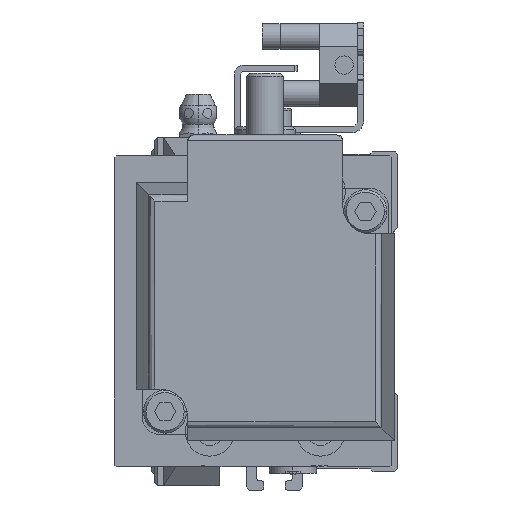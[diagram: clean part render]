
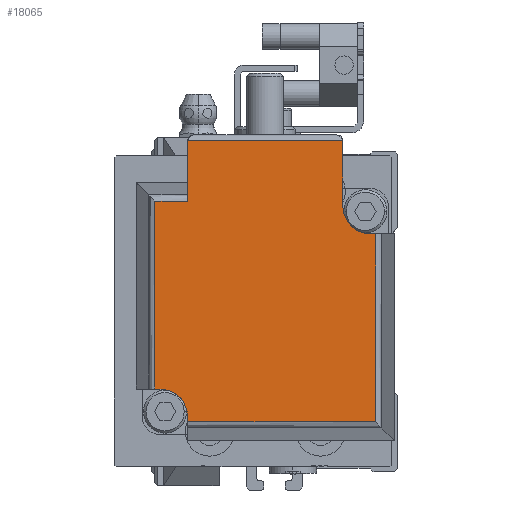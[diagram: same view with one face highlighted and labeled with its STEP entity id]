
A CAD part, left-side view. The second image highlights one B-rep face of the part: STEP entity #18065.
In plain terms, the highlighted face is planar.
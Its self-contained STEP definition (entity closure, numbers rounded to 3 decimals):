
#294 = DIRECTION ( 'NONE',  ( 1., 0., 0. ) ) ;
#1322 = LINE ( 'NONE', #39511, #36569 ) ;
#1323 = CIRCLE ( 'NONE', #15691, 4.5 ) ;
#1708 = EDGE_CURVE ( 'NONE', #24345, #13310, #45096, .T. ) ;
#2046 = DIRECTION ( 'NONE',  ( -1., 0., 0. ) ) ;
#2518 = VECTOR ( 'NONE', #16297, 1000. ) ;
#2540 = ORIENTED_EDGE ( 'NONE', *, *, #12054, .F. ) ;
#2736 = LINE ( 'NONE', #11243, #48281 ) ;
#2842 = EDGE_CURVE ( 'NONE', #21423, #9434, #5756, .T. ) ;
#3058 = ORIENTED_EDGE ( 'NONE', *, *, #45423, .F. ) ;
#3598 = EDGE_CURVE ( 'NONE', #9434, #23163, #32370, .T. ) ;
#5506 = DIRECTION ( 'NONE',  ( 0., 0., -1. ) ) ;
#5756 = LINE ( 'NONE', #40664, #7245 ) ;
#6322 = CARTESIAN_POINT ( 'NONE',  ( -17.929, 82.4, 17.929 ) ) ;
#6434 = CARTESIAN_POINT ( 'NONE',  ( -12.6, 82.4, 25. ) ) ;
#6884 = EDGE_CURVE ( 'NONE', #23356, #10799, #14814, .T. ) ;
#6920 = EDGE_CURVE ( 'NONE', #40478, #35784, #35279, .T. ) ;
#7245 = VECTOR ( 'NONE', #5506, 1000. ) ;
#8176 = DIRECTION ( 'NONE',  ( 0., 0., -1. ) ) ;
#9273 = CARTESIAN_POINT ( 'NONE',  ( -12.6, 82.4, -17.1 ) ) ;
#9434 = VERTEX_POINT ( 'NONE', #43100 ) ;
#9622 = ORIENTED_EDGE ( 'NONE', *, *, #34289, .T. ) ;
#9708 = VECTOR ( 'NONE', #294, 1000. ) ;
#9820 = DIRECTION ( 'NONE',  ( 0., 0., -1. ) ) ;
#10769 = DIRECTION ( 'NONE',  ( 0., 0., -1. ) ) ;
#10799 = VERTEX_POINT ( 'NONE', #20141 ) ;
#11243 = CARTESIAN_POINT ( 'NONE',  ( -17.929, 82.4, 25. ) ) ;
#11522 = PLANE ( 'NONE',  #42767 ) ;
#11902 = VECTOR ( 'NONE', #26205, 1000. ) ;
#12005 = VECTOR ( 'NONE', #23176, 1000. ) ;
#12054 = EDGE_CURVE ( 'NONE', #23686, #35784, #2736, .T. ) ;
#13160 = VERTEX_POINT ( 'NONE', #9273 ) ;
#13310 = VERTEX_POINT ( 'NONE', #37210 ) ;
#14544 = FACE_OUTER_BOUND ( 'NONE', #17497, .T. ) ;
#14814 = LINE ( 'NONE', #19298, #9708 ) ;
#15476 = EDGE_CURVE ( 'NONE', #10799, #33031, #15670, .T. ) ;
#15670 = LINE ( 'NONE', #45815, #12005 ) ;
#15691 = AXIS2_PLACEMENT_3D ( 'NONE', #28788, #43953, #9820 ) ;
#15789 = CARTESIAN_POINT ( 'NONE',  ( 17.929, 82.4, -12.6 ) ) ;
#16297 = DIRECTION ( 'NONE',  ( -1., 0., 0. ) ) ;
#17497 = EDGE_LOOP ( 'NONE', ( #38079, #39231, #35344, #35373, #43011, #18477, #9622, #3058, #19665, #2540, #35222, #35961 ) ) ;
#18065 = ADVANCED_FACE ( 'NONE', ( #14544 ), #11522, .F. ) ;
#18477 = ORIENTED_EDGE ( 'NONE', *, *, #3598, .T. ) ;
#18935 = AXIS2_PLACEMENT_3D ( 'NONE', #38158, #19194, #8176 ) ;
#19194 = DIRECTION ( 'NONE',  ( 0., 1., 0. ) ) ;
#19298 = CARTESIAN_POINT ( 'NONE',  ( 17.929, 82.4, 12.6 ) ) ;
#19665 = ORIENTED_EDGE ( 'NONE', *, *, #6920, .T. ) ;
#20141 = CARTESIAN_POINT ( 'NONE',  ( 27.7, 82.4, 12.6 ) ) ;
#20709 = CARTESIAN_POINT ( 'NONE',  ( 12.6, 82.4, 17.929 ) ) ;
#20994 = CARTESIAN_POINT ( 'NONE',  ( 17.929, 82.4, -12.6 ) ) ;
#20998 = EDGE_CURVE ( 'NONE', #24345, #23686, #1322, .T. ) ;
#21423 = VERTEX_POINT ( 'NONE', #20994 ) ;
#22466 = CARTESIAN_POINT ( 'NONE',  ( 12.6, 82.4, 25. ) ) ;
#23163 = VERTEX_POINT ( 'NONE', #27961 ) ;
#23176 = DIRECTION ( 'NONE',  ( 0., 0., -1. ) ) ;
#23356 = VERTEX_POINT ( 'NONE', #45572 ) ;
#23512 = VECTOR ( 'NONE', #36169, 1000. ) ;
#23686 = VERTEX_POINT ( 'NONE', #6322 ) ;
#24345 = VERTEX_POINT ( 'NONE', #20709 ) ;
#25665 = CARTESIAN_POINT ( 'NONE',  ( 27.7, 82.4, -12.6 ) ) ;
#26205 = DIRECTION ( 'NONE',  ( 0., 0., -1. ) ) ;
#27877 = DIRECTION ( 'NONE',  ( -1., 0., 0. ) ) ;
#27906 = CARTESIAN_POINT ( 'NONE',  ( -17.929, 82.4, -12.6 ) ) ;
#27961 = CARTESIAN_POINT ( 'NONE',  ( -12.6, 82.4, -17.929 ) ) ;
#28788 = CARTESIAN_POINT ( 'NONE',  ( -17.1, 82.4, -17.1 ) ) ;
#29264 = CIRCLE ( 'NONE', #18935, 4.5 ) ;
#29509 = CARTESIAN_POINT ( 'NONE',  ( 17.929, 82.4, 25. ) ) ;
#32370 = LINE ( 'NONE', #43532, #45059 ) ;
#32842 = EDGE_CURVE ( 'NONE', #33031, #21423, #37375, .T. ) ;
#33031 = VERTEX_POINT ( 'NONE', #46035 ) ;
#33632 = DIRECTION ( 'NONE',  ( -1., 0., 0. ) ) ;
#34289 = EDGE_CURVE ( 'NONE', #23163, #13160, #39894, .T. ) ;
#35222 = ORIENTED_EDGE ( 'NONE', *, *, #20998, .F. ) ;
#35279 = LINE ( 'NONE', #15789, #2518 ) ;
#35344 = ORIENTED_EDGE ( 'NONE', *, *, #15476, .T. ) ;
#35348 = VECTOR ( 'NONE', #33632, 1000. ) ;
#35373 = ORIENTED_EDGE ( 'NONE', *, *, #32842, .T. ) ;
#35784 = VERTEX_POINT ( 'NONE', #27906 ) ;
#35961 = ORIENTED_EDGE ( 'NONE', *, *, #1708, .T. ) ;
#36169 = DIRECTION ( 'NONE',  ( 0., 0., 1. ) ) ;
#36569 = VECTOR ( 'NONE', #2046, 1000. ) ;
#36985 = EDGE_CURVE ( 'NONE', #23356, #13310, #29264, .T. ) ;
#37210 = CARTESIAN_POINT ( 'NONE',  ( 12.6, 82.4, 17.1 ) ) ;
#37375 = LINE ( 'NONE', #25665, #35348 ) ;
#38079 = ORIENTED_EDGE ( 'NONE', *, *, #36985, .F. ) ;
#38158 = CARTESIAN_POINT ( 'NONE',  ( 17.1, 82.4, 17.1 ) ) ;
#39231 = ORIENTED_EDGE ( 'NONE', *, *, #6884, .T. ) ;
#39511 = CARTESIAN_POINT ( 'NONE',  ( 25., 82.4, 17.929 ) ) ;
#39894 = LINE ( 'NONE', #6434, #23512 ) ;
#40478 = VERTEX_POINT ( 'NONE', #43548 ) ;
#40664 = CARTESIAN_POINT ( 'NONE',  ( 17.929, 82.4, 25. ) ) ;
#42767 = AXIS2_PLACEMENT_3D ( 'NONE', #29509, #44909, #10769 ) ;
#43011 = ORIENTED_EDGE ( 'NONE', *, *, #2842, .T. ) ;
#43100 = CARTESIAN_POINT ( 'NONE',  ( 17.929, 82.4, -17.929 ) ) ;
#43532 = CARTESIAN_POINT ( 'NONE',  ( 25., 82.4, -17.929 ) ) ;
#43548 = CARTESIAN_POINT ( 'NONE',  ( -17.1, 82.4, -12.6 ) ) ;
#43953 = DIRECTION ( 'NONE',  ( 0., 1., 0. ) ) ;
#44909 = DIRECTION ( 'NONE',  ( 0., -1., 0. ) ) ;
#45059 = VECTOR ( 'NONE', #27877, 1000. ) ;
#45096 = LINE ( 'NONE', #22466, #11902 ) ;
#45423 = EDGE_CURVE ( 'NONE', #40478, #13160, #1323, .T. ) ;
#45572 = CARTESIAN_POINT ( 'NONE',  ( 17.1, 82.4, 12.6 ) ) ;
#45815 = CARTESIAN_POINT ( 'NONE',  ( 27.7, 82.4, 12.6 ) ) ;
#46035 = CARTESIAN_POINT ( 'NONE',  ( 27.7, 82.4, -12.6 ) ) ;
#48281 = VECTOR ( 'NONE', #48617, 1000. ) ;
#48617 = DIRECTION ( 'NONE',  ( 0., 0., -1. ) ) ;
